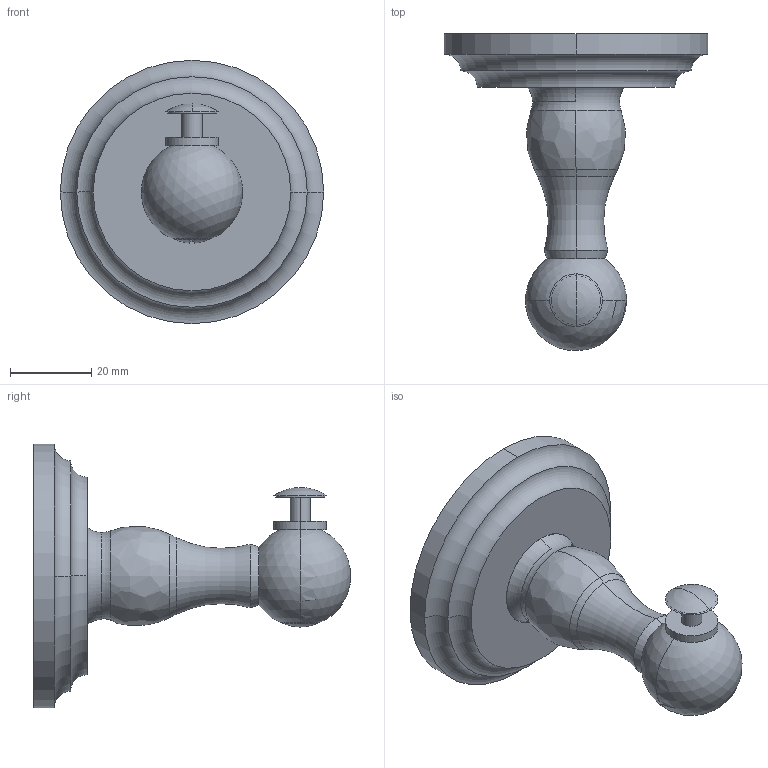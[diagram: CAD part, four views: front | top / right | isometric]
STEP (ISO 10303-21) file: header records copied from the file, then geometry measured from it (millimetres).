
FILE_DESCRIPTION((''),'2;1');
FILE_NAME('1134B_WEB','2011-01-05T',('project'),(''),'PRO/ENGINEER BY PARAMETRIC TECHNOLOGY CORPORATION, 2009300','PRO/ENGINEER BY PARAMETRIC TECHNOLOGY CORPORATION, 2009300','');
FILE_SCHEMA(('CONFIG_CONTROL_DESIGN'));
Length unit declared in the file: inch
Products named in the file (1): 1134B_WEB
Bounding box: 65.02 x 78.17 x 65.02 mm (x, y, z)
Volume: 35385 mm3; surface area: 19824.3 mm2
Topology: 2 solids, 5 shells, 246 faces, 565 edges, 339 vertices
Faces by surface type: cone 111, plane 83, cylinder 36, torus 8, bspline 4, sphere 4
Entity records: 7197 total; most frequent: CARTESIAN_POINT 1549, DIRECTION 1237, ORIENTED_EDGE 1112, EDGE_CURVE 560, AXIS2_PLACEMENT_3D 477, VERTEX_POINT 339, VECTOR 283, LINE 283
